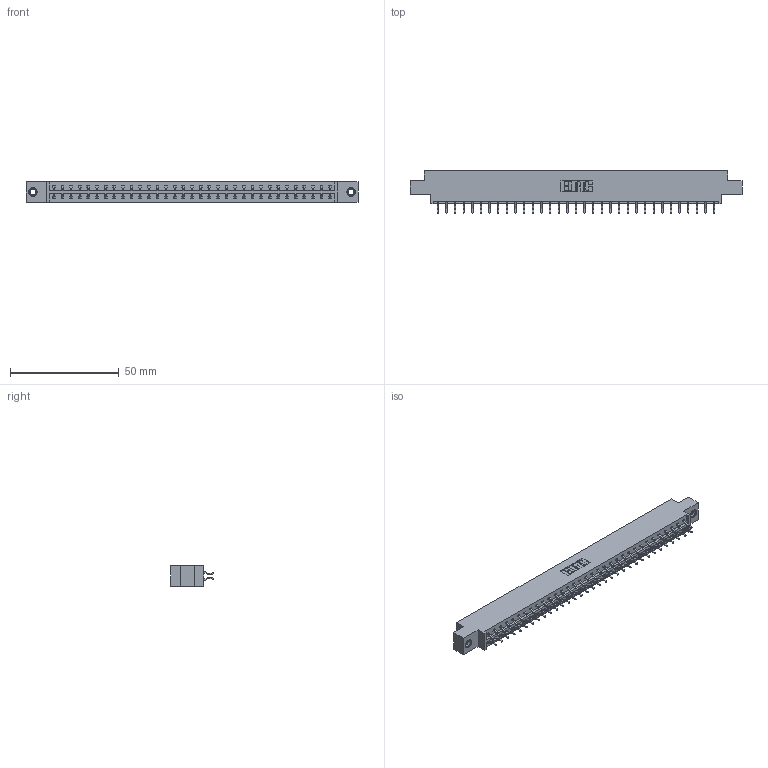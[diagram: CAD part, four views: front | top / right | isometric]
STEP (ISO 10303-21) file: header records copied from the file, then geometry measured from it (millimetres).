
FILE_DESCRIPTION (( 'STEP AP203' ), '1' );
FILE_NAME ('333-066-556-807.STEP', '2018-08-04T11:57:28', ( '' ), ( '' ), 'SwSTEP 2.0', 'SolidWorks 2016', '' );
FILE_SCHEMA (( 'CONFIG_CONTROL_DESIGN' ));
Length unit declared in the file: inch
Products named in the file (4): 333-066-556-807; 333 Part_Offset - .156 Dia - TI; 345-292-001_556 Tail; 345-250-001_345-250-005-103
Assembly tree (69 placements, depth 2):
  333-066-556-807
    333 Part_Offset - .156 Dia - TI
    345-292-001_556 Tail  x66
    345-250-001_345-250-005-103  x2
Bounding box: 152.3 x 19.57 x 9.4 mm (x, y, z)
Volume: 15220.7 mm3; surface area: 18087.8 mm2
Topology: 69 solids, 69 shells, 4006 faces, 11877 edges, 7822 vertices
Faces by surface type: plane 2746, cylinder 1244, cone 12, torus 4
Entity records: 23932 total; most frequent: CARTESIAN_POINT 3977, ORIENTED_EDGE 3894, DIRECTION 3433, EDGE_CURVE 1947, LINE 1791, VECTOR 1791, VERTEX_POINT 1292, AXIS2_PLACEMENT_3D 821
